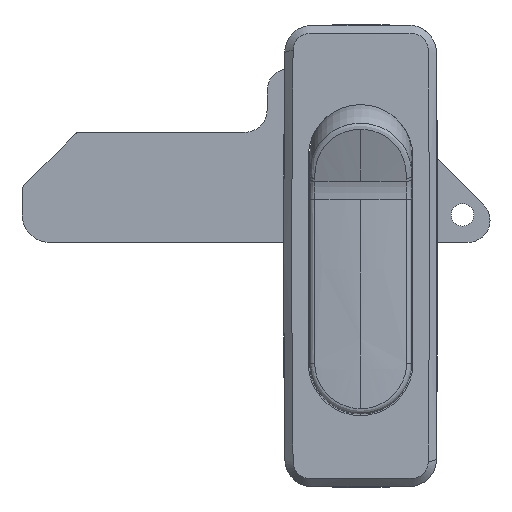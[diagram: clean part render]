
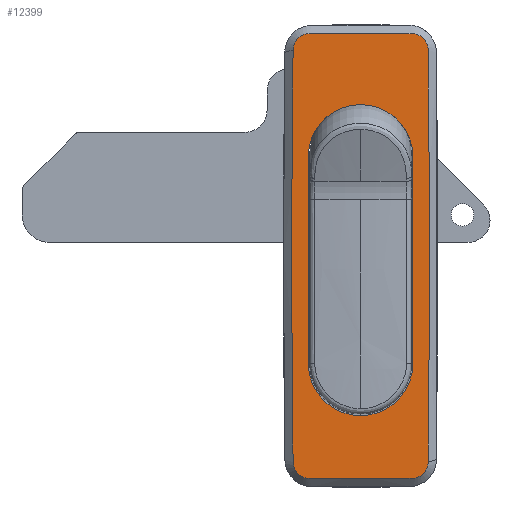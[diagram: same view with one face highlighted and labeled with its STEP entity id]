
A CAD part, top view. The second image highlights one B-rep face of the part: STEP entity #12399.
In plain terms, the highlighted planar face has unit normal (0, 0, 1).
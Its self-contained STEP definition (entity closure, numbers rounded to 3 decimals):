
#176 = EDGE_CURVE ( 'NONE', #6500, #1624, #11657, .T. ) ;
#376 = ORIENTED_EDGE ( 'NONE', *, *, #12306, .F. ) ;
#386 = CARTESIAN_POINT ( 'NONE',  ( -9.5, 6., 6. ) ) ;
#502 = CIRCLE ( 'NONE', #7600, 9.5 ) ;
#577 = DIRECTION ( 'NONE',  ( 0., 0., 1. ) ) ;
#742 = ORIENTED_EDGE ( 'NONE', *, *, #1115, .F. ) ;
#958 = DIRECTION ( 'NONE',  ( 1., 0., 0. ) ) ;
#1115 = EDGE_CURVE ( 'NONE', #6542, #3291, #11796, .T. ) ;
#1130 = AXIS2_PLACEMENT_3D ( 'NONE', #1496, #577, #7376 ) ;
#1219 = AXIS2_PLACEMENT_3D ( 'NONE', #9394, #5513, #3560 ) ;
#1231 = DIRECTION ( 'NONE',  ( -1., 0., 0. ) ) ;
#1396 = FACE_BOUND ( 'NONE', #9690, .T. ) ;
#1487 = EDGE_CURVE ( 'NONE', #6901, #11156, #12258, .T. ) ;
#1496 = CARTESIAN_POINT ( 'NONE',  ( 0., -31.5, 6. ) ) ;
#1605 = DIRECTION ( 'NONE',  ( 0., 0., 1. ) ) ;
#1624 = VERTEX_POINT ( 'NONE', #3587 ) ;
#1808 = CARTESIAN_POINT ( 'NONE',  ( 0., 346., 6. ) ) ;
#1812 = DIRECTION ( 'NONE',  ( 1., 0., 0. ) ) ;
#1844 = CIRCLE ( 'NONE', #1852, 3. ) ;
#1852 = AXIS2_PLACEMENT_3D ( 'NONE', #7832, #10815, #958 ) ;
#1919 = EDGE_CURVE ( 'NONE', #11389, #2241, #11308, .T. ) ;
#1933 = ORIENTED_EDGE ( 'NONE', *, *, #9873, .T. ) ;
#2177 = ORIENTED_EDGE ( 'NONE', *, *, #7702, .F. ) ;
#2241 = VERTEX_POINT ( 'NONE', #4067 ) ;
#2243 = ORIENTED_EDGE ( 'NONE', *, *, #3003, .T. ) ;
#2299 = DIRECTION ( 'NONE',  ( 0., 0., 1. ) ) ;
#2403 = AXIS2_PLACEMENT_3D ( 'NONE', #3956, #11005, #1231 ) ;
#2415 = ORIENTED_EDGE ( 'NONE', *, *, #5496, .T. ) ;
#2470 = PLANE ( 'NONE',  #1219 ) ;
#3003 = EDGE_CURVE ( 'NONE', #9501, #4180, #6335, .T. ) ;
#3190 = CARTESIAN_POINT ( 'NONE',  ( 0., 6., 6. ) ) ;
#3291 = VERTEX_POINT ( 'NONE', #7993 ) ;
#3399 = DIRECTION ( 'NONE',  ( 0., -1., 0. ) ) ;
#3560 = DIRECTION ( 'NONE',  ( 1., 0., 0. ) ) ;
#3581 = CARTESIAN_POINT ( 'NONE',  ( -9.5, 6., 6. ) ) ;
#3587 = CARTESIAN_POINT ( 'NONE',  ( 12.266, 25.429, 6. ) ) ;
#3853 = AXIS2_PLACEMENT_3D ( 'NONE', #10563, #1605, #8476 ) ;
#3956 = CARTESIAN_POINT ( 'NONE',  ( 9.267, 25.391, 6. ) ) ;
#4067 = CARTESIAN_POINT ( 'NONE',  ( 9.337, -52.391, 6. ) ) ;
#4104 = CARTESIAN_POINT ( 'NONE',  ( -9.5, -31.5, 6. ) ) ;
#4180 = VERTEX_POINT ( 'NONE', #8956 ) ;
#4232 = DIRECTION ( 'NONE',  ( 1., 0., 0. ) ) ;
#4823 = CARTESIAN_POINT ( 'NONE',  ( 9.5, 6., 6. ) ) ;
#4869 = DIRECTION ( 'NONE',  ( 0., 1., 0. ) ) ;
#5007 = AXIS2_PLACEMENT_3D ( 'NONE', #9261, #10177, #4232 ) ;
#5496 = EDGE_CURVE ( 'NONE', #11156, #11389, #5694, .T. ) ;
#5498 = DIRECTION ( 'NONE',  ( 1., 0., 0. ) ) ;
#5513 = DIRECTION ( 'NONE',  ( 0., 0., 1. ) ) ;
#5694 = CIRCLE ( 'NONE', #11613, 3. ) ;
#5721 = EDGE_CURVE ( 'NONE', #1624, #9501, #10646, .T. ) ;
#5907 = FACE_OUTER_BOUND ( 'NONE', #10912, .T. ) ;
#6082 = ORIENTED_EDGE ( 'NONE', *, *, #9718, .T. ) ;
#6193 = CARTESIAN_POINT ( 'NONE',  ( 12.266, -49.429, 6. ) ) ;
#6335 = CIRCLE ( 'NONE', #8502, 398.5 ) ;
#6500 = VERTEX_POINT ( 'NONE', #6193 ) ;
#6542 = VERTEX_POINT ( 'NONE', #4104 ) ;
#6610 = CARTESIAN_POINT ( 'NONE',  ( -12.266, -49.429, 6. ) ) ;
#6717 = DIRECTION ( 'NONE',  ( 0., 0., 1. ) ) ;
#6718 = VERTEX_POINT ( 'NONE', #3581 ) ;
#6745 = DIRECTION ( 'NONE',  ( 1., 0., 0. ) ) ;
#6760 = ORIENTED_EDGE ( 'NONE', *, *, #176, .T. ) ;
#6764 = DIRECTION ( 'NONE',  ( 0., 0., 1. ) ) ;
#6901 = VERTEX_POINT ( 'NONE', #7896 ) ;
#7314 = CARTESIAN_POINT ( 'NONE',  ( 9.337, 28.391, 6. ) ) ;
#7348 = DIRECTION ( 'NONE',  ( 0., 0., 1. ) ) ;
#7376 = DIRECTION ( 'NONE',  ( 1., 0., 0. ) ) ;
#7600 = AXIS2_PLACEMENT_3D ( 'NONE', #3190, #2299, #11272 ) ;
#7679 = CARTESIAN_POINT ( 'NONE',  ( -9.267, -49.391, 6. ) ) ;
#7702 = EDGE_CURVE ( 'NONE', #6718, #6542, #9858, .T. ) ;
#7832 = CARTESIAN_POINT ( 'NONE',  ( 9.267, -49.391, 6. ) ) ;
#7896 = CARTESIAN_POINT ( 'NONE',  ( -12.266, 25.429, 6. ) ) ;
#7993 = CARTESIAN_POINT ( 'NONE',  ( 9.5, -31.5, 6. ) ) ;
#8430 = ORIENTED_EDGE ( 'NONE', *, *, #1919, .T. ) ;
#8476 = DIRECTION ( 'NONE',  ( -1., 0., 0. ) ) ;
#8502 = AXIS2_PLACEMENT_3D ( 'NONE', #10685, #6764, #1812 ) ;
#8599 = DIRECTION ( 'NONE',  ( 1., 0., 0. ) ) ;
#8956 = CARTESIAN_POINT ( 'NONE',  ( -9.337, 28.391, 6. ) ) ;
#9261 = CARTESIAN_POINT ( 'NONE',  ( -2986., -12., 6. ) ) ;
#9377 = VECTOR ( 'NONE', #3399, 1000. ) ;
#9394 = CARTESIAN_POINT ( 'NONE',  ( 1488.367, -30.696, 6. ) ) ;
#9497 = AXIS2_PLACEMENT_3D ( 'NONE', #10429, #7348, #5498 ) ;
#9501 = VERTEX_POINT ( 'NONE', #7314 ) ;
#9643 = DIRECTION ( 'NONE',  ( 0., 0., 1. ) ) ;
#9690 = EDGE_LOOP ( 'NONE', ( #376, #10567, #742, #2177 ) ) ;
#9718 = EDGE_CURVE ( 'NONE', #4180, #6901, #10988, .T. ) ;
#9820 = VERTEX_POINT ( 'NONE', #11610 ) ;
#9858 = LINE ( 'NONE', #386, #9377 ) ;
#9873 = EDGE_CURVE ( 'NONE', #2241, #6500, #1844, .T. ) ;
#9880 = VECTOR ( 'NONE', #4869, 1000. ) ;
#10177 = DIRECTION ( 'NONE',  ( 0., 0., 1. ) ) ;
#10429 = CARTESIAN_POINT ( 'NONE',  ( 2986., -12., 6. ) ) ;
#10563 = CARTESIAN_POINT ( 'NONE',  ( -9.267, 25.391, 6. ) ) ;
#10567 = ORIENTED_EDGE ( 'NONE', *, *, #10887, .F. ) ;
#10607 = CARTESIAN_POINT ( 'NONE',  ( -9.337, -52.391, 6. ) ) ;
#10646 = CIRCLE ( 'NONE', #2403, 3. ) ;
#10685 = CARTESIAN_POINT ( 'NONE',  ( 0., -370., 6. ) ) ;
#10815 = DIRECTION ( 'NONE',  ( 0., 0., 1. ) ) ;
#10887 = EDGE_CURVE ( 'NONE', #3291, #9820, #11900, .T. ) ;
#10912 = EDGE_LOOP ( 'NONE', ( #11212, #2415, #8430, #1933, #6760, #11056, #2243, #6082 ) ) ;
#10988 = CIRCLE ( 'NONE', #3853, 3. ) ;
#11005 = DIRECTION ( 'NONE',  ( 0., 0., 1. ) ) ;
#11056 = ORIENTED_EDGE ( 'NONE', *, *, #5721, .T. ) ;
#11156 = VERTEX_POINT ( 'NONE', #6610 ) ;
#11212 = ORIENTED_EDGE ( 'NONE', *, *, #1487, .T. ) ;
#11272 = DIRECTION ( 'NONE',  ( 1., 0., 0. ) ) ;
#11308 = CIRCLE ( 'NONE', #12836, 398.5 ) ;
#11389 = VERTEX_POINT ( 'NONE', #10607 ) ;
#11610 = CARTESIAN_POINT ( 'NONE',  ( 9.5, 6., 6. ) ) ;
#11613 = AXIS2_PLACEMENT_3D ( 'NONE', #7679, #9643, #6745 ) ;
#11657 = CIRCLE ( 'NONE', #5007, 2998.5 ) ;
#11796 = CIRCLE ( 'NONE', #1130, 9.5 ) ;
#11900 = LINE ( 'NONE', #4823, #9880 ) ;
#12258 = CIRCLE ( 'NONE', #9497, 2998.5 ) ;
#12306 = EDGE_CURVE ( 'NONE', #9820, #6718, #502, .T. ) ;
#12399 = ADVANCED_FACE ( 'NONE', ( #1396, #5907 ), #2470, .T. ) ;
#12836 = AXIS2_PLACEMENT_3D ( 'NONE', #1808, #6717, #8599 ) ;
